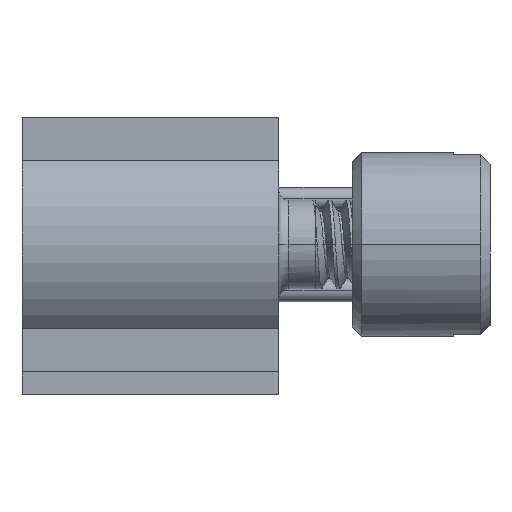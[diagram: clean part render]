
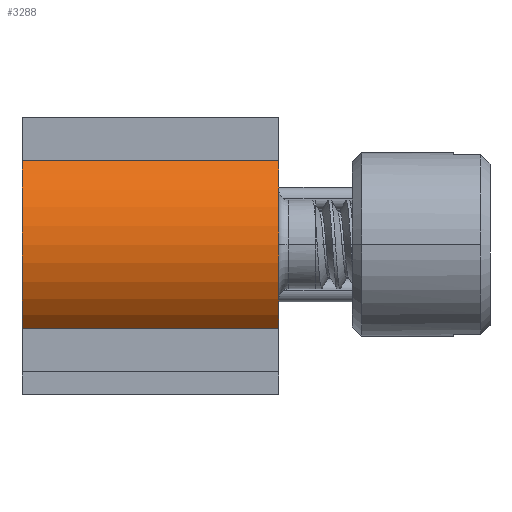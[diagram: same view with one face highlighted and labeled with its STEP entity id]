
A CAD part, left-side view. The second image highlights one B-rep face of the part: STEP entity #3288.
In plain terms, the highlighted cylindrical face has radius 2.5 mm (diameter 5 mm), a partial arc.
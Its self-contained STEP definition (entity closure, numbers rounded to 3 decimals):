
#72=CARTESIAN_POINT('',(-4.5,3.4,0.));
#73=DIRECTION('',(0.,-1.,0.));
#74=DIRECTION('',(-0.68,0.,0.733));
#75=AXIS2_PLACEMENT_3D('',#72,#73,#74);
#551=CARTESIAN_POINT('',(-4.5,-2.2,0.));
#552=DIRECTION('',(0.,-1.,0.));
#553=DIRECTION('',(-0.68,0.,0.733));
#554=AXIS2_PLACEMENT_3D('',#551,#552,#553);
#1626=DIRECTION('',(0.,-1.,0.));
#1627=VECTOR('',#1626,5.6);
#1628=CARTESIAN_POINT('',(-6.2,3.4,1.833));
#1629=LINE('',#1628,#1627);
#1633=DIRECTION('',(0.,-1.,0.));
#1634=VECTOR('',#1633,5.6);
#1635=CARTESIAN_POINT('',(-6.2,3.4,-1.833));
#1636=LINE('',#1635,#1634);
#1826=CARTESIAN_POINT('',(-6.2,3.4,1.833));
#1828=VERTEX_POINT('',#1826);
#1829=CARTESIAN_POINT('',(-6.2,3.4,-1.833));
#1830=VERTEX_POINT('',#1829);
#1835=CARTESIAN_POINT('',(-6.2,-2.2,1.833));
#1836=VERTEX_POINT('',#1835);
#1837=CARTESIAN_POINT('',(-6.2,-2.2,-1.833));
#1838=VERTEX_POINT('',#1837);
#3276=CARTESIAN_POINT('',(-4.5,3.4,0.));
#3277=DIRECTION('',(0.,-1.,0.));
#3278=DIRECTION('',(-1.,0.,0.));
#3279=AXIS2_PLACEMENT_3D('',#3276,#3277,#3278);
#3280=CYLINDRICAL_SURFACE('',#3279,2.5);
#3281=ORIENTED_EDGE('',*,*,#1952,.F.);
#3282=ORIENTED_EDGE('',*,*,#3271,.T.);
#3283=ORIENTED_EDGE('',*,*,#2272,.T.);
#3285=ORIENTED_EDGE('',*,*,#3284,.F.);
#3286=EDGE_LOOP('',(#3281,#3282,#3283,#3285));
#3287=FACE_OUTER_BOUND('',#3286,.F.);
#76=CIRCLE('',#75,2.5);
#555=CIRCLE('',#554,2.5);
#1952=EDGE_CURVE('',#1828,#1830,#76,.T.);
#2272=EDGE_CURVE('',#1836,#1838,#555,.T.);
#3271=EDGE_CURVE('',#1828,#1836,#1629,.T.);
#3284=EDGE_CURVE('',#1830,#1838,#1636,.T.);
#3288=ADVANCED_FACE('',(#3287),#3280,.T.);
